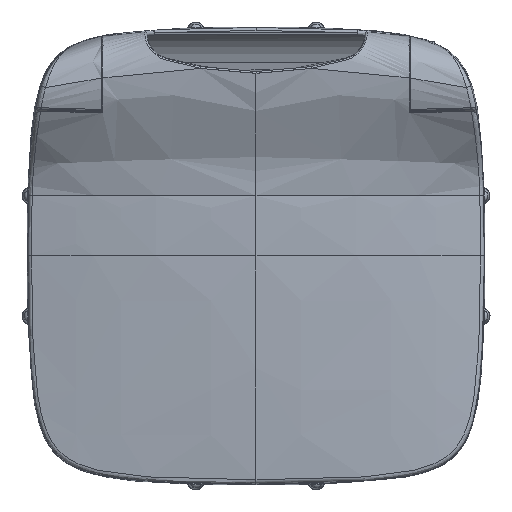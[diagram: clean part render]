
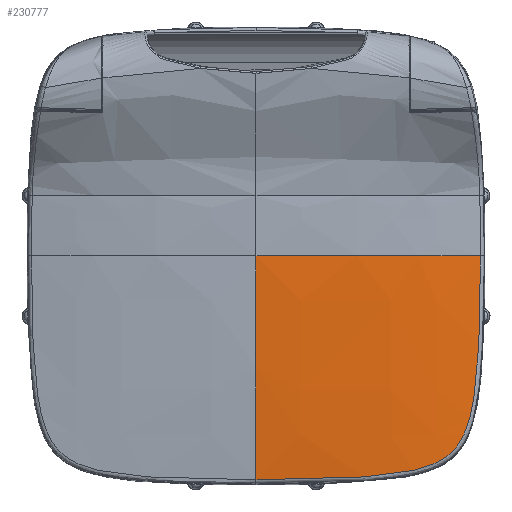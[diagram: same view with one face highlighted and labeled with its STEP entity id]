
A CAD part, top view. The second image highlights one B-rep face of the part: STEP entity #230777.
In plain terms, the highlighted free-form (B-spline) face has degree [5, 5] with [6, 6] control points.
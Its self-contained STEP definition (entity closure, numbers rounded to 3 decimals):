
#230673=CARTESIAN_POINT('Control Point',(0.,0.,25.3)) ;
#230674=CARTESIAN_POINT('Control Point',(0.,-5.304,25.3)) ;
#230675=CARTESIAN_POINT('Control Point',(0.,-10.606,25.2)) ;
#230676=CARTESIAN_POINT('Control Point',(0.,-15.906,25.)) ;
#230677=CARTESIAN_POINT('Control Point',(0.,-21.204,24.7)) ;
#230678=CARTESIAN_POINT('Control Point',(0.,-26.5,24.3)) ;
#230679=CARTESIAN_POINT('Control Point',(5.34,0.,25.3)) ;
#230680=CARTESIAN_POINT('Control Point',(5.34,-5.304,25.3)) ;
#230681=CARTESIAN_POINT('Control Point',(5.336,-10.606,25.2)) ;
#230682=CARTESIAN_POINT('Control Point',(5.328,-15.906,25.)) ;
#230683=CARTESIAN_POINT('Control Point',(5.317,-21.204,24.7)) ;
#230684=CARTESIAN_POINT('Control Point',(5.302,-26.5,24.3)) ;
#230685=CARTESIAN_POINT('Control Point',(10.679,0.,25.048)) ;
#230686=CARTESIAN_POINT('Control Point',(10.679,-5.303,25.048)) ;
#230687=CARTESIAN_POINT('Control Point',(10.672,-10.605,24.959)) ;
#230688=CARTESIAN_POINT('Control Point',(10.657,-15.905,24.779)) ;
#230689=CARTESIAN_POINT('Control Point',(10.634,-21.203,24.51)) ;
#230690=CARTESIAN_POINT('Control Point',(10.604,-26.5,24.151)) ;
#230691=CARTESIAN_POINT('Control Point',(15.994,0.,24.543)) ;
#230692=CARTESIAN_POINT('Control Point',(15.994,-5.303,24.543)) ;
#230693=CARTESIAN_POINT('Control Point',(15.984,-10.604,24.474)) ;
#230694=CARTESIAN_POINT('Control Point',(15.966,-15.904,24.335)) ;
#230695=CARTESIAN_POINT('Control Point',(15.938,-21.203,24.127)) ;
#230696=CARTESIAN_POINT('Control Point',(15.9,-26.5,23.849)) ;
#230697=CARTESIAN_POINT('Control Point',(21.27,0.,23.791)) ;
#230698=CARTESIAN_POINT('Control Point',(21.27,-5.302,23.791)) ;
#230699=CARTESIAN_POINT('Control Point',(21.262,-10.602,23.752)) ;
#230700=CARTESIAN_POINT('Control Point',(21.247,-15.902,23.674)) ;
#230701=CARTESIAN_POINT('Control Point',(21.225,-21.202,23.556)) ;
#230702=CARTESIAN_POINT('Control Point',(21.195,-26.5,23.399)) ;
#230703=CARTESIAN_POINT('Control Point',(26.5,0.,22.8)) ;
#230704=CARTESIAN_POINT('Control Point',(26.5,-5.3,22.8)) ;
#230705=CARTESIAN_POINT('Control Point',(26.5,-10.6,22.8)) ;
#230706=CARTESIAN_POINT('Control Point',(26.5,-15.9,22.8)) ;
#230707=CARTESIAN_POINT('Control Point',(26.5,-21.2,22.8)) ;
#230708=CARTESIAN_POINT('Control Point',(26.5,-26.5,22.8)) ;
#230710=CARTESIAN_POINT('Control Point',(0.,-26.019,24.336)) ;
#230711=CARTESIAN_POINT('Control Point',(1.12,-26.019,24.336)) ;
#230712=CARTESIAN_POINT('Control Point',(2.241,-26.015,24.329)) ;
#230713=CARTESIAN_POINT('Control Point',(3.347,-26.007,24.316)) ;
#230714=CARTESIAN_POINT('Control Point',(5.492,-25.981,24.279)) ;
#230715=CARTESIAN_POINT('Control Point',(7.6,-25.932,24.219)) ;
#230716=CARTESIAN_POINT('Control Point',(8.633,-25.9,24.185)) ;
#230717=CARTESIAN_POINT('Control Point',(10.454,-25.829,24.114)) ;
#230718=CARTESIAN_POINT('Control Point',(12.304,-25.715,24.025)) ;
#230719=CARTESIAN_POINT('Control Point',(13.103,-25.657,23.983)) ;
#230720=CARTESIAN_POINT('Control Point',(14.485,-25.536,23.905)) ;
#230721=CARTESIAN_POINT('Control Point',(15.864,-25.365,23.817)) ;
#230722=CARTESIAN_POINT('Control Point',(16.439,-25.283,23.779)) ;
#230723=CARTESIAN_POINT('Control Point',(17.633,-25.086,23.696)) ;
#230724=CARTESIAN_POINT('Control Point',(18.81,-24.815,23.607)) ;
#230725=CARTESIAN_POINT('Control Point',(19.414,-24.65,23.559)) ;
#230726=CARTESIAN_POINT('Control Point',(20.51,-24.283,23.468)) ;
#230727=CARTESIAN_POINT('Control Point',(21.524,-23.769,23.378)) ;
#230728=CARTESIAN_POINT('Control Point',(21.972,-23.492,23.337)) ;
#230729=CARTESIAN_POINT('Control Point',(22.789,-22.856,23.259)) ;
#230730=CARTESIAN_POINT('Control Point',(23.449,-22.06,23.193)) ;
#230731=CARTESIAN_POINT('Control Point',(23.737,-21.624,23.163)) ;
#230732=CARTESIAN_POINT('Control Point',(24.27,-20.634,23.107)) ;
#230733=CARTESIAN_POINT('Control Point',(24.653,-19.561,23.064)) ;
#230734=CARTESIAN_POINT('Control Point',(24.824,-18.974,23.044)) ;
#230735=CARTESIAN_POINT('Control Point',(25.103,-17.835,23.011)) ;
#230736=CARTESIAN_POINT('Control Point',(25.308,-16.675,22.986)) ;
#230737=CARTESIAN_POINT('Control Point',(25.393,-16.119,22.975)) ;
#230738=CARTESIAN_POINT('Control Point',(25.566,-14.82,22.952)) ;
#230739=CARTESIAN_POINT('Control Point',(25.692,-13.514,22.935)) ;
#230740=CARTESIAN_POINT('Control Point',(25.752,-12.77,22.927)) ;
#230741=CARTESIAN_POINT('Control Point',(25.907,-10.527,22.905)) ;
#230742=CARTESIAN_POINT('Control Point',(25.992,-8.32,22.892)) ;
#230743=CARTESIAN_POINT('Control Point',(26.033,-6.862,22.886)) ;
#230744=CARTESIAN_POINT('Control Point',(26.074,-4.627,22.879)) ;
#230745=CARTESIAN_POINT('Control Point',(26.093,-2.346,22.876)) ;
#230746=CARTESIAN_POINT('Control Point',(26.097,-1.567,22.876)) ;
#230747=CARTESIAN_POINT('Control Point',(26.099,-0.783,22.875)) ;
#230748=CARTESIAN_POINT('Control Point',(26.099,0.,22.875)) ;
#230749=CARTESIAN_POINT('Vertex',(0.,-26.019,24.336)) ;
#230751=CARTESIAN_POINT('Vertex',(26.099,0.,22.875)) ;
#230755=CARTESIAN_POINT('Control Point',(0.,0.,25.3)) ;
#230756=CARTESIAN_POINT('Control Point',(5.258,0.,25.3)) ;
#230757=CARTESIAN_POINT('Control Point',(10.516,0.,25.056)) ;
#230758=CARTESIAN_POINT('Control Point',(15.749,0.,24.566)) ;
#230759=CARTESIAN_POINT('Control Point',(20.946,0.,23.837)) ;
#230760=CARTESIAN_POINT('Control Point',(26.099,0.,22.875)) ;
#230761=CARTESIAN_POINT('Vertex',(0.,0.,25.3)) ;
#230765=CARTESIAN_POINT('Control Point',(0.,0.,25.3)) ;
#230766=CARTESIAN_POINT('Control Point',(0.,-5.207,25.3)) ;
#230767=CARTESIAN_POINT('Control Point',(0.,-10.413,25.204)) ;
#230768=CARTESIAN_POINT('Control Point',(0.,-15.617,25.011)) ;
#230769=CARTESIAN_POINT('Control Point',(0.,-20.819,24.722)) ;
#230770=CARTESIAN_POINT('Control Point',(0.,-26.019,24.336)) ;
#230773=ORIENTED_EDGE('',*,*,#230753,.T.) ;
#230774=ORIENTED_EDGE('',*,*,#230763,.F.) ;
#230775=ORIENTED_EDGE('',*,*,#230771,.T.) ;
#230777=ADVANCED_FACE('PartBody',(#230776),#230672,.F.) ;
#230709=B_SPLINE_CURVE_WITH_KNOTS('',5,(#230710,#230711,#230712,#230713,#230714,#230715,#230716,#230717,#230718,#230719,#230720,#230721,#230722,#230723,#230724,#230725,#230726,#230727,#230728,#230729,#230730,#230731,#230732,#230733,#230734,#230735,#230736,#230737,#230738,#230739,#230740,#230741,#230742,#230743,#230744,#230745,#230746,#230747,#230748),.UNSPECIFIED.,.F.,.U.,(6,3,3,3,3,3,3,3,3,3,3,3,6),(13.845,21.782,29.463,35.217,39.365,43.844,47.703,51.549,55.938,59.944,65.265,76.073,81.619),.UNSPECIFIED.) ;
#230754=B_SPLINE_CURVE_WITH_KNOTS('',5,(#230755,#230756,#230757,#230758,#230759,#230760),.UNSPECIFIED.,.F.,.U.,(6,6),(0.,26.228),.UNSPECIFIED.) ;
#230764=B_SPLINE_CURVE_WITH_KNOTS('',5,(#230765,#230766,#230767,#230768,#230769,#230770),.UNSPECIFIED.,.F.,.U.,(6,6),(0.,26.037),.UNSPECIFIED.) ;
#230672=B_SPLINE_SURFACE_WITH_KNOTS('',5,5,((#230673,#230674,#230675,#230676,#230677,#230678),(#230679,#230680,#230681,#230682,#230683,#230684),(#230685,#230686,#230687,#230688,#230689,#230690),(#230691,#230692,#230693,#230694,#230695,#230696),(#230697,#230698,#230699,#230700,#230701,#230702),(#230703,#230704,#230705,#230706,#230707,#230708)),.UNSPECIFIED.,.F.,.F.,.U.,(6,6),(6,6),(0.,26.636),(0.,26.519),.UNSPECIFIED.) ;
#230753=EDGE_CURVE('',#230750,#230752,#230709,.T.) ;
#230763=EDGE_CURVE('',#230762,#230752,#230754,.T.) ;
#230771=EDGE_CURVE('',#230762,#230750,#230764,.T.) ;
#230772=EDGE_LOOP('',(#230773,#230774,#230775)) ;
#230776=FACE_OUTER_BOUND('',#230772,.T.) ;
#230750=VERTEX_POINT('',#230749) ;
#230752=VERTEX_POINT('',#230751) ;
#230762=VERTEX_POINT('',#230761) ;
